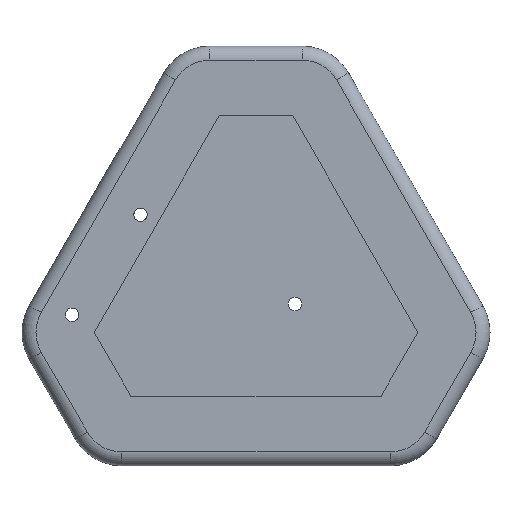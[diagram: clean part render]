
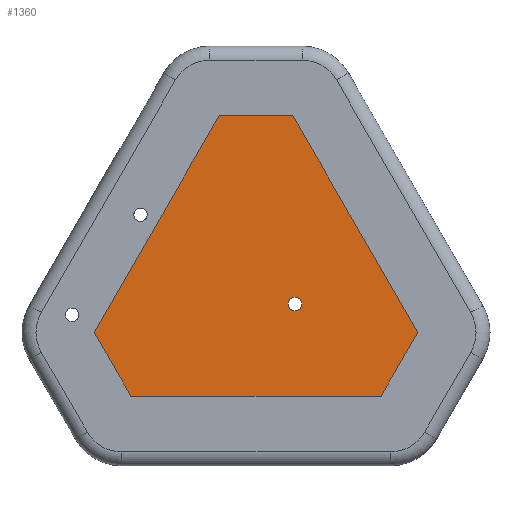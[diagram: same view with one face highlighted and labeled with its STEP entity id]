
A CAD part, front view. The second image highlights one B-rep face of the part: STEP entity #1360.
In plain terms, the highlighted planar face has unit normal (0, -1, 0).
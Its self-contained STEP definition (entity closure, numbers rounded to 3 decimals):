
#47 = ORIENTED_EDGE ( 'NONE', *, *, #2611, .T. ) ;
#112 = EDGE_LOOP ( 'NONE', ( #136, #3360 ) ) ;
#122 = CARTESIAN_POINT ( 'NONE',  ( -13.972, 0.5, 3.428 ) ) ;
#136 = ORIENTED_EDGE ( 'NONE', *, *, #2413, .F. ) ;
#145 = VERTEX_POINT ( 'NONE', #3141 ) ;
#231 = VECTOR ( 'NONE', #582, 1000. ) ;
#261 = DIRECTION ( 'NONE',  ( 0., -1., 0. ) ) ;
#283 = AXIS2_PLACEMENT_3D ( 'NONE', #2080, #1509, #2588 ) ;
#432 = CARTESIAN_POINT ( 'NONE',  ( -29.283, 0.5, -4.542 ) ) ;
#558 = DIRECTION ( 'NONE',  ( 0., 0., -1. ) ) ;
#582 = DIRECTION ( 'NONE',  ( -0.5, 0., 0.866 ) ) ;
#623 = CIRCLE ( 'NONE', #2935, 0.625 ) ;
#640 = ORIENTED_EDGE ( 'NONE', *, *, #1899, .T. ) ;
#657 = CARTESIAN_POINT ( 'NONE',  ( -21.052, 0.5, 21.611 ) ) ;
#713 = EDGE_LOOP ( 'NONE', ( #640, #2353, #1911, #47, #2810, #1232 ) ) ;
#735 = AXIS2_PLACEMENT_3D ( 'NONE', #2928, #261, #558 ) ;
#818 = DIRECTION ( 'NONE',  ( -1., 0., 0. ) ) ;
#848 = CARTESIAN_POINT ( 'NONE',  ( -14.184, 0.5, 21.611 ) ) ;
#918 = CARTESIAN_POINT ( 'NONE',  ( -5.953, 0.5, -4.542 ) ) ;
#948 = CARTESIAN_POINT ( 'NONE',  ( -2.519, 0.5, 1.406 ) ) ;
#1063 = CARTESIAN_POINT ( 'NONE',  ( -2.519, 0.5, 1.406 ) ) ;
#1082 = FACE_OUTER_BOUND ( 'NONE', #713, .T. ) ;
#1084 = LINE ( 'NONE', #848, #2662 ) ;
#1099 = DIRECTION ( 'NONE',  ( 0.5, 0., -0.866 ) ) ;
#1219 = CARTESIAN_POINT ( 'NONE',  ( -32.717, 0.5, 1.406 ) ) ;
#1232 = ORIENTED_EDGE ( 'NONE', *, *, #2888, .T. ) ;
#1265 = EDGE_CURVE ( 'NONE', #1814, #1733, #1084, .T. ) ;
#1298 = DIRECTION ( 'NONE',  ( 0., 0., -1. ) ) ;
#1305 = VERTEX_POINT ( 'NONE', #1635 ) ;
#1313 = DIRECTION ( 'NONE',  ( -0.5, 0., -0.866 ) ) ;
#1360 = ADVANCED_FACE ( 'NONE', ( #2694, #1082 ), #3222, .T. ) ;
#1419 = CARTESIAN_POINT ( 'NONE',  ( -32.717, 0.5, 1.406 ) ) ;
#1431 = EDGE_CURVE ( 'NONE', #3275, #2841, #3348, .T. ) ;
#1509 = DIRECTION ( 'NONE',  ( 0., -1., 0. ) ) ;
#1516 = DIRECTION ( 'NONE',  ( 1., 0., 0. ) ) ;
#1536 = VECTOR ( 'NONE', #1099, 1000. ) ;
#1544 = CARTESIAN_POINT ( 'NONE',  ( -21.052, 0.5, 21.611 ) ) ;
#1635 = CARTESIAN_POINT ( 'NONE',  ( -13.972, 0.5, 4.678 ) ) ;
#1733 = VERTEX_POINT ( 'NONE', #657 ) ;
#1765 = EDGE_CURVE ( 'NONE', #1305, #2067, #623, .T. ) ;
#1809 = LINE ( 'NONE', #1544, #2326 ) ;
#1814 = VERTEX_POINT ( 'NONE', #3114 ) ;
#1899 = EDGE_CURVE ( 'NONE', #3295, #145, #3298, .T. ) ;
#1911 = ORIENTED_EDGE ( 'NONE', *, *, #1431, .T. ) ;
#2067 = VERTEX_POINT ( 'NONE', #122 ) ;
#2080 = CARTESIAN_POINT ( 'NONE',  ( -13.972, 0.5, 4.053 ) ) ;
#2326 = VECTOR ( 'NONE', #1313, 1000. ) ;
#2328 = VECTOR ( 'NONE', #1516, 1000. ) ;
#2353 = ORIENTED_EDGE ( 'NONE', *, *, #3260, .T. ) ;
#2406 = LINE ( 'NONE', #1063, #231 ) ;
#2413 = EDGE_CURVE ( 'NONE', #2067, #1305, #3338, .T. ) ;
#2588 = DIRECTION ( 'NONE',  ( 0., 0., -1. ) ) ;
#2611 = EDGE_CURVE ( 'NONE', #2841, #1814, #2406, .T. ) ;
#2662 = VECTOR ( 'NONE', #818, 1000. ) ;
#2684 = DIRECTION ( 'NONE',  ( 0., -1., 0. ) ) ;
#2694 = FACE_BOUND ( 'NONE', #112, .T. ) ;
#2810 = ORIENTED_EDGE ( 'NONE', *, *, #1265, .T. ) ;
#2841 = VERTEX_POINT ( 'NONE', #948 ) ;
#2845 = CARTESIAN_POINT ( 'NONE',  ( -5.953, 0.5, -4.542 ) ) ;
#2860 = LINE ( 'NONE', #432, #2328 ) ;
#2888 = EDGE_CURVE ( 'NONE', #1733, #3295, #1809, .T. ) ;
#2928 = CARTESIAN_POINT ( 'NONE',  ( 0., 0.5, 0. ) ) ;
#2935 = AXIS2_PLACEMENT_3D ( 'NONE', #3263, #2684, #1298 ) ;
#3072 = DIRECTION ( 'NONE',  ( 0.5, 0., 0.866 ) ) ;
#3114 = CARTESIAN_POINT ( 'NONE',  ( -14.184, 0.5, 21.611 ) ) ;
#3141 = CARTESIAN_POINT ( 'NONE',  ( -29.283, 0.5, -4.542 ) ) ;
#3222 = PLANE ( 'NONE',  #735 ) ;
#3260 = EDGE_CURVE ( 'NONE', #145, #3275, #2860, .T. ) ;
#3263 = CARTESIAN_POINT ( 'NONE',  ( -13.972, 0.5, 4.053 ) ) ;
#3275 = VERTEX_POINT ( 'NONE', #2845 ) ;
#3295 = VERTEX_POINT ( 'NONE', #1219 ) ;
#3298 = LINE ( 'NONE', #1419, #1536 ) ;
#3338 = CIRCLE ( 'NONE', #283, 0.625 ) ;
#3343 = VECTOR ( 'NONE', #3072, 1000. ) ;
#3348 = LINE ( 'NONE', #918, #3343 ) ;
#3360 = ORIENTED_EDGE ( 'NONE', *, *, #1765, .F. ) ;
